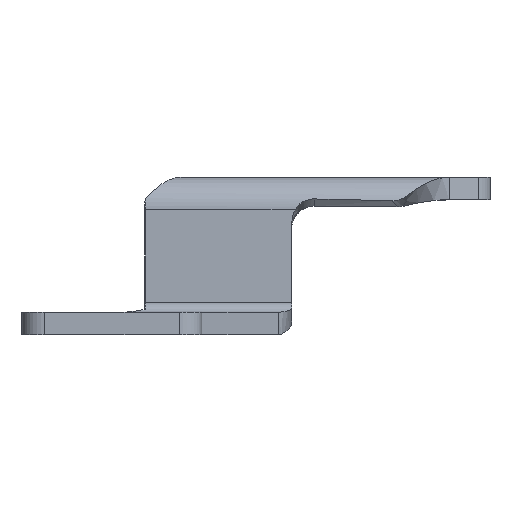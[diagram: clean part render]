
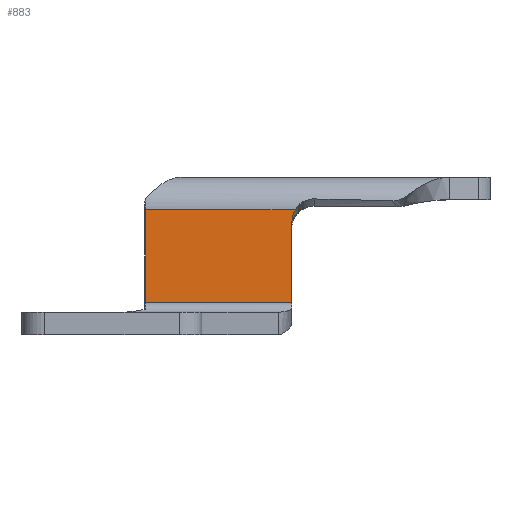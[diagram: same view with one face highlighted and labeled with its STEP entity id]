
A CAD part, left-side view. The second image highlights one B-rep face of the part: STEP entity #883.
In plain terms, the highlighted planar face has unit normal (-1, -0.016, 0).
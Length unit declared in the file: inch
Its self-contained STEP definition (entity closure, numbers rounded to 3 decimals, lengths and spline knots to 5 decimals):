
#10 = VECTOR ( 'NONE', #1328, 39.37008 ) ;
#18 = CARTESIAN_POINT ( 'NONE',  ( 2.81292, -0.51286, 0.65949 ) ) ;
#27 = EDGE_CURVE ( 'NONE', #268, #1171, #1495, .T. ) ;
#34 = CARTESIAN_POINT ( 'NONE',  ( 2.79968, 0.31514, 0.67 ) ) ;
#45 = B_SPLINE_CURVE_WITH_KNOTS ( 'NONE', 3,
 ( #499, #191, #1168, #1855, #18, #181 ),
 .UNSPECIFIED., .F., .F.,
 ( 4, 2, 4 ),
 ( 0., 0.00091, 0.00182 ),
 .UNSPECIFIED. ) ;
#53 = EDGE_CURVE ( 'NONE', #1437, #1171, #45, .T. ) ;
#99 = VECTOR ( 'NONE', #1293, 39.37008 ) ;
#133 = ORIENTED_EDGE ( 'NONE', *, *, #900, .T. ) ;
#159 = LINE ( 'NONE', #288, #99 ) ;
#168 = CARTESIAN_POINT ( 'NONE',  ( 2.81272, -0.5006, 0.60093 ) ) ;
#171 = CARTESIAN_POINT ( 'NONE',  ( 2.804, 0.04482, 0.67 ) ) ;
#181 = CARTESIAN_POINT ( 'NONE',  ( 2.81301, -0.51891, 0.67 ) ) ;
#190 = CARTESIAN_POINT ( 'NONE',  ( 2.804, 0.04482, -2.77893 ) ) ;
#191 = CARTESIAN_POINT ( 'NONE',  ( 2.81272, -0.5006, 0.61306 ) ) ;
#209 = PLANE ( 'NONE',  #1163 ) ;
#211 = VECTOR ( 'NONE', #1866, 39.37008 ) ;
#225 = ORIENTED_EDGE ( 'NONE', *, *, #27, .F. ) ;
#268 = VERTEX_POINT ( 'NONE', #34 ) ;
#288 = CARTESIAN_POINT ( 'NONE',  ( 2.81272, -0.5006, 0.71185 ) ) ;
#499 = CARTESIAN_POINT ( 'NONE',  ( 2.81272, -0.5006, 0.60093 ) ) ;
#605 = ORIENTED_EDGE ( 'NONE', *, *, #1149, .T. ) ;
#668 = DIRECTION ( 'NONE',  ( 0.016, -1., 0. ) ) ;
#724 = EDGE_CURVE ( 'NONE', #1437, #804, #159, .T. ) ;
#804 = VERTEX_POINT ( 'NONE', #1008 ) ;
#883 = ADVANCED_FACE ( 'NONE', ( #1042 ), #209, .T. ) ;
#900 = EDGE_CURVE ( 'NONE', #268, #945, #1669, .T. ) ;
#906 = CARTESIAN_POINT ( 'NONE',  ( 2.79968, 0.31514, 0.155 ) ) ;
#945 = VERTEX_POINT ( 'NONE', #906 ) ;
#1008 = CARTESIAN_POINT ( 'NONE',  ( 2.81272, -0.5006, 0.155 ) ) ;
#1019 = DIRECTION ( 'NONE',  ( 0., -0.016, 1. ) ) ;
#1042 = FACE_OUTER_BOUND ( 'NONE', #1093, .T. ) ;
#1093 = EDGE_LOOP ( 'NONE', ( #225, #133, #605, #1204, #1766 ) ) ;
#1149 = EDGE_CURVE ( 'NONE', #945, #804, #1313, .T. ) ;
#1163 = AXIS2_PLACEMENT_3D ( 'NONE', #190, #2008, #1019 ) ;
#1168 = CARTESIAN_POINT ( 'NONE',  ( 2.81275, -0.50214, 0.62493 ) ) ;
#1171 = VERTEX_POINT ( 'NONE', #1995 ) ;
#1204 = ORIENTED_EDGE ( 'NONE', *, *, #724, .F. ) ;
#1293 = DIRECTION ( 'NONE',  ( 0., 0., -1. ) ) ;
#1313 = LINE ( 'NONE', #1981, #10 ) ;
#1328 = DIRECTION ( 'NONE',  ( 0.016, -1., 0. ) ) ;
#1437 = VERTEX_POINT ( 'NONE', #168 ) ;
#1495 = LINE ( 'NONE', #171, #1798 ) ;
#1669 = LINE ( 'NONE', #1841, #211 ) ;
#1766 = ORIENTED_EDGE ( 'NONE', *, *, #53, .T. ) ;
#1798 = VECTOR ( 'NONE', #668, 39.37008 ) ;
#1841 = CARTESIAN_POINT ( 'NONE',  ( 2.79968, 0.31514, 0.71185 ) ) ;
#1855 = CARTESIAN_POINT ( 'NONE',  ( 2.81284, -0.50825, 0.64816 ) ) ;
#1866 = DIRECTION ( 'NONE',  ( 0., 0., -1. ) ) ;
#1981 = CARTESIAN_POINT ( 'NONE',  ( 2.804, 0.04482, 0.155 ) ) ;
#1995 = CARTESIAN_POINT ( 'NONE',  ( 2.81301, -0.51891, 0.67 ) ) ;
#2008 = DIRECTION ( 'NONE',  ( -1., -0.016, 0. ) ) ;
